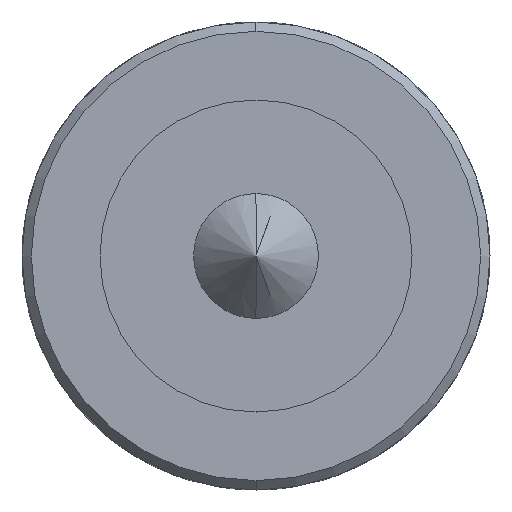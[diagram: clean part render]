
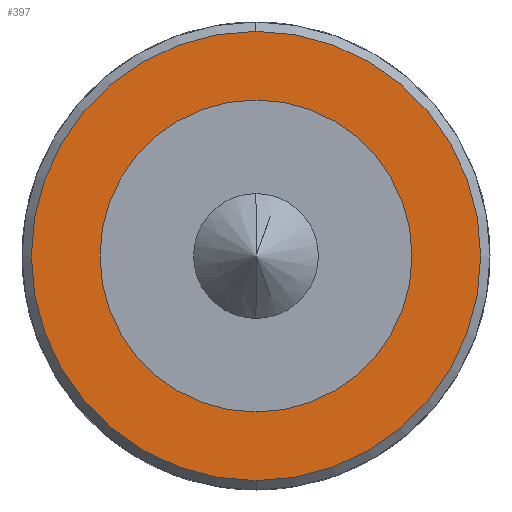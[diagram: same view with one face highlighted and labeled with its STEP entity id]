
A CAD part, left-side view. The second image highlights one B-rep face of the part: STEP entity #397.
In plain terms, the highlighted planar face has unit normal (-1, 0, 0).
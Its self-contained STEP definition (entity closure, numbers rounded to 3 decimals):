
#73 = DIRECTION ( 'NONE',  ( 0., 0., -1. ) ) ;
#74 = DIRECTION ( 'NONE',  ( 1., 0., 0. ) ) ;
#78 = CARTESIAN_POINT ( 'NONE',  ( -8., 0., 0. ) ) ;
#84 = CARTESIAN_POINT ( 'NONE',  ( -8., 0., 0. ) ) ;
#87 = CARTESIAN_POINT ( 'NONE',  ( -8., 0., 0. ) ) ;
#88 = DIRECTION ( 'NONE',  ( 0., 0., -1. ) ) ;
#89 = DIRECTION ( 'NONE',  ( -1., 0., 0. ) ) ;
#93 = DIRECTION ( 'NONE',  ( 0., 0., -1. ) ) ;
#94 = DIRECTION ( 'NONE',  ( 1., 0., 0. ) ) ;
#106 = CARTESIAN_POINT ( 'NONE',  ( -8., 0., 0. ) ) ;
#148 = CARTESIAN_POINT ( 'NONE',  ( -8., 0., -5. ) ) ;
#159 = CARTESIAN_POINT ( 'NONE',  ( -8., 0., 5. ) ) ;
#173 = CARTESIAN_POINT ( 'NONE',  ( -8., 0., 7.2 ) ) ;
#182 = CARTESIAN_POINT ( 'NONE',  ( -8., 0., -7.2 ) ) ;
#194 = DIRECTION ( 'NONE',  ( 0., 0., -1. ) ) ;
#198 = DIRECTION ( 'NONE',  ( -1., 0., 0. ) ) ;
#352 = CIRCLE ( 'NONE', #641, 5. ) ;
#353 = CIRCLE ( 'NONE', #690, 7.2 ) ;
#355 = CIRCLE ( 'NONE', #683, 5. ) ;
#368 = CIRCLE ( 'NONE', #676, 7.2 ) ;
#397 = ADVANCED_FACE ( 'NONE', ( #694, #678 ), #865, .F. ) ;
#421 = EDGE_CURVE ( 'NONE', #927, #956, #368, .T. ) ;
#446 = EDGE_CURVE ( 'NONE', #940, #944, #355, .T. ) ;
#449 = EDGE_CURVE ( 'NONE', #956, #927, #353, .T. ) ;
#450 = EDGE_CURVE ( 'NONE', #944, #940, #352, .T. ) ;
#641 = AXIS2_PLACEMENT_3D ( 'NONE', #87, #94, #93 ) ;
#658 = AXIS2_PLACEMENT_3D ( 'NONE', #879, #856, #892 ) ;
#676 = AXIS2_PLACEMENT_3D ( 'NONE', #106, #198, #194 ) ;
#678 = FACE_BOUND ( 'NONE', #791, .T. ) ;
#683 = AXIS2_PLACEMENT_3D ( 'NONE', #78, #74, #73 ) ;
#690 = AXIS2_PLACEMENT_3D ( 'NONE', #84, #89, #88 ) ;
#694 = FACE_OUTER_BOUND ( 'NONE', #797, .T. ) ;
#775 = ORIENTED_EDGE ( 'NONE', *, *, #421, .T. ) ;
#791 = EDGE_LOOP ( 'NONE', ( #967, #828 ) ) ;
#797 = EDGE_LOOP ( 'NONE', ( #775, #965 ) ) ;
#828 = ORIENTED_EDGE ( 'NONE', *, *, #450, .T. ) ;
#856 = DIRECTION ( 'NONE',  ( 1., 0., 0. ) ) ;
#865 = PLANE ( 'NONE',  #658 ) ;
#879 = CARTESIAN_POINT ( 'NONE',  ( -8., -7.5, 0. ) ) ;
#892 = DIRECTION ( 'NONE',  ( 0., 0., -1. ) ) ;
#927 = VERTEX_POINT ( 'NONE', #182 ) ;
#940 = VERTEX_POINT ( 'NONE', #148 ) ;
#944 = VERTEX_POINT ( 'NONE', #159 ) ;
#956 = VERTEX_POINT ( 'NONE', #173 ) ;
#965 = ORIENTED_EDGE ( 'NONE', *, *, #449, .T. ) ;
#967 = ORIENTED_EDGE ( 'NONE', *, *, #446, .T. ) ;
